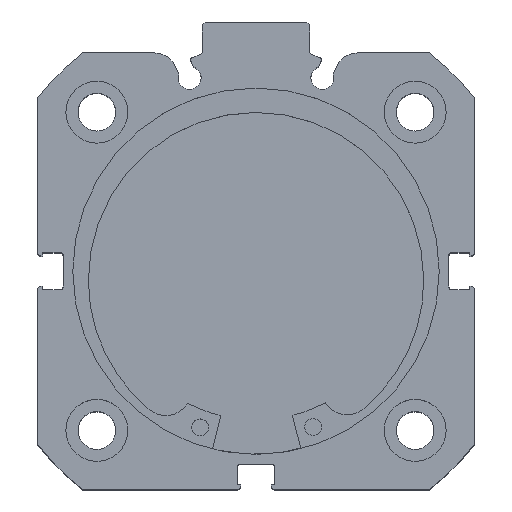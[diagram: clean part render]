
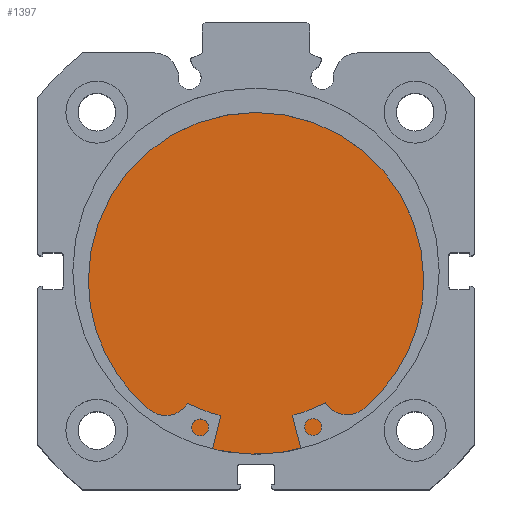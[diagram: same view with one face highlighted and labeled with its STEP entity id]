
A CAD part, top view. The second image highlights one B-rep face of the part: STEP entity #1397.
In plain terms, the highlighted face is planar.
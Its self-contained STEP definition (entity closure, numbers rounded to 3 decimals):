
#149 = DIRECTION ( 'NONE',  ( 0., 0., 1. ) ) ;
#150 = DIRECTION ( 'NONE',  ( -1., 0., 0. ) ) ;
#152 = CARTESIAN_POINT ( 'NONE',  ( 9.5, 0., 0. ) ) ;
#605 = CARTESIAN_POINT ( 'NONE',  ( 9.5, 0., 32.5 ) ) ;
#606 = CARTESIAN_POINT ( 'NONE',  ( 9.5, 0., -32.5 ) ) ;
#752 = VERTEX_POINT ( 'NONE', #606 ) ;
#753 = VERTEX_POINT ( 'NONE', #605 ) ;
#1129 = EDGE_CURVE ( 'NONE', #752, #753, #4594, .T. ) ;
#1233 = EDGE_CURVE ( 'NONE', #753, #752, #4747, .T. ) ;
#1397 = ADVANCED_FACE ( 'NONE', ( #5009 ), #3432, .F. ) ;
#1654 = EDGE_LOOP ( 'NONE', ( #1834, #1833 ) ) ;
#1833 = ORIENTED_EDGE ( 'NONE', *, *, #1129, .F. ) ;
#1834 = ORIENTED_EDGE ( 'NONE', *, *, #1233, .F. ) ;
#2140 = DIRECTION ( 'NONE',  ( 0., 0., 1. ) ) ;
#2141 = DIRECTION ( 'NONE',  ( -1., 0., 0. ) ) ;
#2156 = CARTESIAN_POINT ( 'NONE',  ( 9.5, 0., 0. ) ) ;
#3404 = DIRECTION ( 'NONE',  ( 0., 0., 1. ) ) ;
#3405 = DIRECTION ( 'NONE',  ( -1., 0., 0. ) ) ;
#3431 = CARTESIAN_POINT ( 'NONE',  ( 9.5, 32.5, 0. ) ) ;
#3432 = PLANE ( 'NONE',  #5370 ) ;
#3802 = AXIS2_PLACEMENT_3D ( 'NONE', #2156, #2141, #2140 ) ;
#3855 = AXIS2_PLACEMENT_3D ( 'NONE', #152, #150, #149 ) ;
#4594 = CIRCLE ( 'NONE', #3855, 32.5 ) ;
#4747 = CIRCLE ( 'NONE', #3802, 32.5 ) ;
#5009 = FACE_OUTER_BOUND ( 'NONE', #1654, .T. ) ;
#5370 = AXIS2_PLACEMENT_3D ( 'NONE', #3431, #3405, #3404 ) ;
